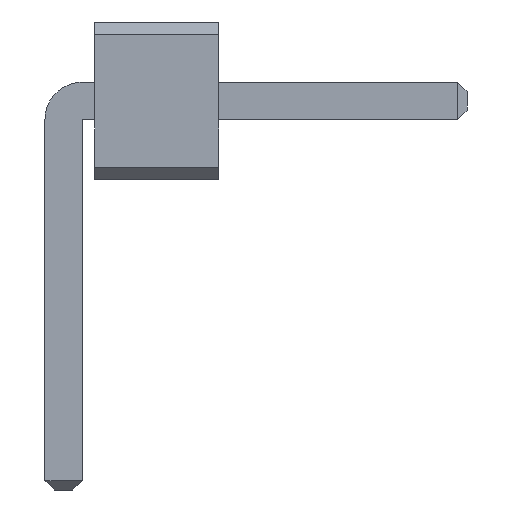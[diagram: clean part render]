
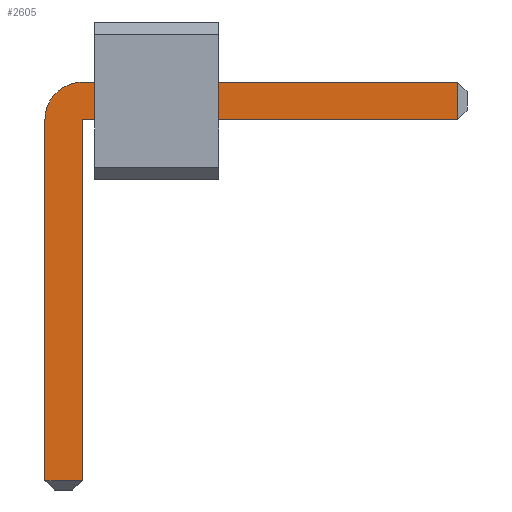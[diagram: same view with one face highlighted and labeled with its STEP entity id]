
A CAD part, front view. The second image highlights one B-rep face of the part: STEP entity #2605.
In plain terms, the highlighted planar face has unit normal (0, -1, 0).
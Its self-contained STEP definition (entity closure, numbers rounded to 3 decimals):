
#13=DIRECTION('',(0.,0.,1.));
#1138=VECTOR('',#13,1.);
#2376=DIRECTION('',(0.,0.,-1.));
#2408=VECTOR('',#2409,1.);
#2409=DIRECTION('',(1.,0.,0.));
#2415=VECTOR('',#2376,1.);
#2422=VECTOR('',#2423,1.);
#2423=DIRECTION('',(-1.,0.,0.));
#2444=DIRECTION('',(-0.,1.,0.));
#2448=DIRECTION('',(0.,1.,0.));
#2449=DIRECTION('',(0.,0.,1.));
#2456=VERTEX_POINT('',#2457);
#2457=CARTESIAN_POINT('',(0.15,-18.15,0.785));
#2459=ORIENTED_EDGE('',*,*,#2460,.T.);
#2460=EDGE_CURVE('',#2456,#2461,#2463,.T.);
#2461=VERTEX_POINT('',#2462);
#2462=CARTESIAN_POINT('',(3.175,-18.15,0.785));
#2463=LINE('',#2464,#2408);
#2464=CARTESIAN_POINT('',(-0.15,-18.15,0.785));
#2501=EDGE_CURVE('',#2502,#2456,#2504,.T.);
#2502=VERTEX_POINT('',#2503);
#2503=CARTESIAN_POINT('',(-0.15,-18.15,0.485));
#2504=CIRCLE('',#2505,0.3);
#2505=AXIS2_PLACEMENT_3D('',#2506,#2444,#2376);
#2506=CARTESIAN_POINT('',(0.15,-18.15,0.485));
#2518=VERTEX_POINT('',#2519);
#2519=CARTESIAN_POINT('',(3.175,-18.15,0.485));
#2521=ORIENTED_EDGE('',*,*,#2522,.T.);
#2522=EDGE_CURVE('',#2518,#2523,#2524,.T.);
#2523=VERTEX_POINT('',#2506);
#2524=LINE('',#2525,#2422);
#2525=CARTESIAN_POINT('',(3.25,-18.15,0.485));
#2537=VERTEX_POINT('',#2538);
#2538=CARTESIAN_POINT('',(-0.15,-18.15,-2.425));
#2540=ORIENTED_EDGE('',*,*,#2541,.T.);
#2541=EDGE_CURVE('',#2537,#2502,#2542,.T.);
#2542=LINE('',#2543,#1138);
#2543=CARTESIAN_POINT('',(-0.15,-18.15,-2.5));
#2551=ORIENTED_EDGE('',*,*,#2552,.T.);
#2552=EDGE_CURVE('',#2523,#2553,#2555,.T.);
#2553=VERTEX_POINT('',#2554);
#2554=CARTESIAN_POINT('',(0.15,-18.15,-2.425));
#2555=LINE('',#2506,#2415);
#2605=ADVANCED_FACE('',(#2606),#2615,.F.);
#2606=FACE_BOUND('',#2607,.F.);
#2607=EDGE_LOOP('',(#2459,#2608,#2521,#2551,#2611,#2540,#2614));
#2608=ORIENTED_EDGE('',*,*,#2609,.T.);
#2609=EDGE_CURVE('',#2461,#2518,#2610,.T.);
#2610=LINE('',#2462,#2415);
#2611=ORIENTED_EDGE('',*,*,#2612,.T.);
#2612=EDGE_CURVE('',#2553,#2537,#2613,.T.);
#2613=LINE('',#2554,#2422);
#2614=ORIENTED_EDGE('',*,*,#2501,.T.);
#2615=PLANE('',#2616);
#2616=AXIS2_PLACEMENT_3D('',#2617,#2448,#2449);
#2617=CARTESIAN_POINT('',(0.858,-18.15,-0.165));
